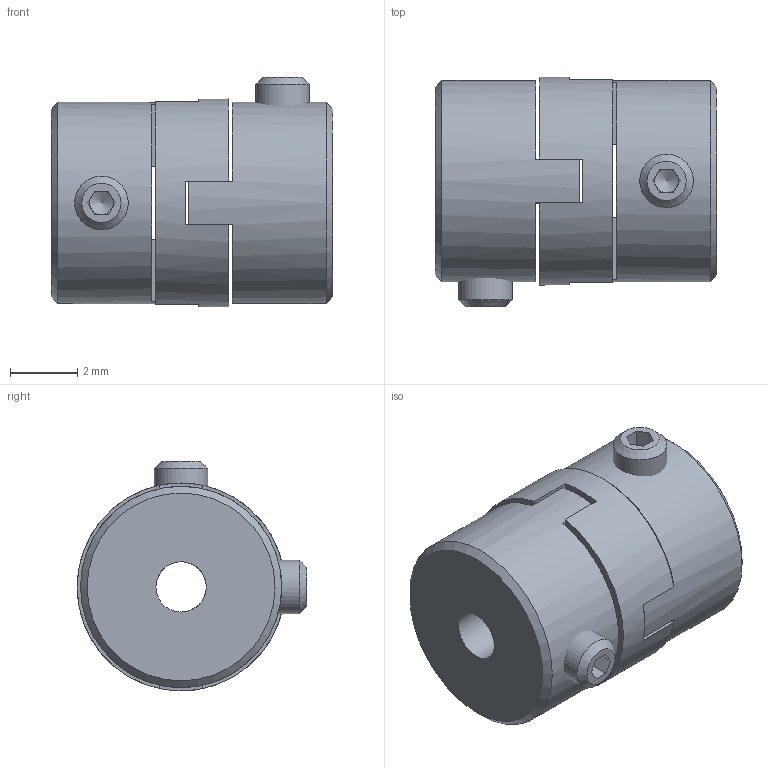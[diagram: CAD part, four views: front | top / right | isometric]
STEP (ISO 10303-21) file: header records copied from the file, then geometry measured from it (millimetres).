
FILE_DESCRIPTION( ( 'STEP AP203' ), '1' );
FILE_NAME( 'MCO6-1.5-1.5.stp', '2022-02-04T10:30:27', ( 'License CC BY-ND 4.0' ), ( 'CADENAS' ), ' ', 'PARTsolutions', ' ' );
FILE_SCHEMA( ( 'CONFIG_CONTROL_DESIGN' ) );
Length unit declared in the file: millimetre
Products named in the file (5): MCO6-1.5-1.5; _MCO6-1.5-1.5_co; _SET-SCREW1.6-3; _MCO_spacer6_s; _MCO6-1.5-1.5_co_r
Assembly tree (5 placements, depth 2):
  MCO6-1.5-1.5
    _MCO6-1.5-1.5_co
    _SET-SCREW1.6-3  x2
    _MCO_spacer6_s
    _MCO6-1.5-1.5_co_r
Bounding box: 8.4 x 6.85 x 6.85 mm (x, y, z)
Volume: 219.4 mm3; surface area: 443.4 mm2
Topology: 5 solids, 5 shells, 84 faces, 208 edges, 132 vertices
Faces by surface type: plane 64, cylinder 10, cone 10
Full cylindrical faces by diameter (mm): 1.221 x2, 1.5 x2, 1.6 x2, 2.4 x1, 6 x2, 6.2 x1
Entity records: 2134 total; most frequent: CARTESIAN_POINT 433, DIRECTION 328, ORIENTED_EDGE 288, EDGE_CURVE 144, AXIS2_PLACEMENT_3D 116, VERTEX_POINT 101, LINE 96, VECTOR 96
